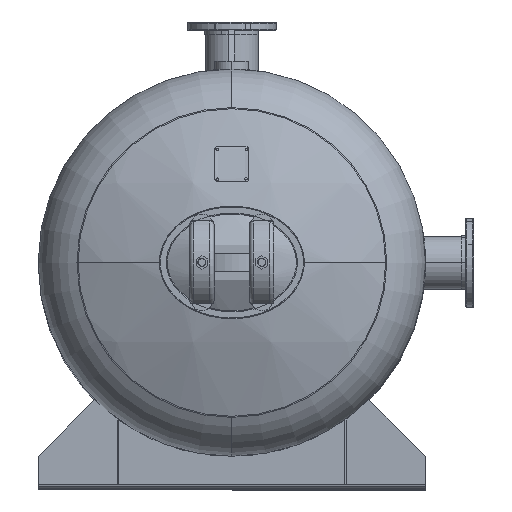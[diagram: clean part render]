
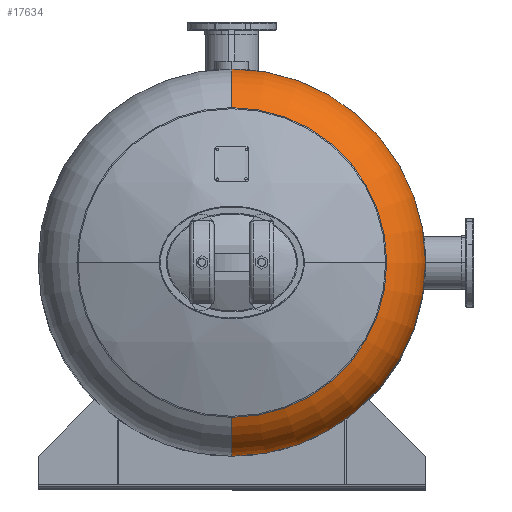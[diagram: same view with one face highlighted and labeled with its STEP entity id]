
A CAD part, top view. The second image highlights one B-rep face of the part: STEP entity #17634.
In plain terms, the highlighted toroidal (fillet/blend) face has major radius 398.678 mm and minor radius 210.922 mm.
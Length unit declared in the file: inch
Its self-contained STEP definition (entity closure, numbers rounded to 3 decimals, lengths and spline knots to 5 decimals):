
#96 = EDGE_CURVE ( 'NONE', #914, #1979, #4219, .T. ) ;
#98 = EDGE_CURVE ( 'NONE', #1978, #914, #4214, .T. ) ;
#99 = EDGE_CURVE ( 'NONE', #1979, #925, #4258, .T. ) ;
#100 = EDGE_CURVE ( 'NONE', #929, #925, #4260, .T. ) ;
#101 = EDGE_CURVE ( 'NONE', #1978, #929, #4256, .T. ) ;
#914 = VERTEX_POINT ( 'NONE', #6815 ) ;
#925 = VERTEX_POINT ( 'NONE', #6823 ) ;
#929 = VERTEX_POINT ( 'NONE', #6827 ) ;
#1978 = VERTEX_POINT ( 'NONE', #7530 ) ;
#1979 = VERTEX_POINT ( 'NONE', #7532 ) ;
#2849 = EDGE_LOOP ( 'NONE', ( #3051, #3052, #3053, #3054, #3055 ) ) ;
#3051 = ORIENTED_EDGE ( 'NONE', *, *, #98, .T. ) ;
#3052 = ORIENTED_EDGE ( 'NONE', *, *, #96, .T. ) ;
#3053 = ORIENTED_EDGE ( 'NONE', *, *, #99, .T. ) ;
#3054 = ORIENTED_EDGE ( 'NONE', *, *, #100, .F. ) ;
#3055 = ORIENTED_EDGE ( 'NONE', *, *, #101, .F. ) ;
#4214 = CIRCLE ( 'NONE', #4259, 19.2 ) ;
#4215 = AXIS2_PLACEMENT_3D ( 'NONE', #5220, #5221, #5222 ) ;
#4219 = CIRCLE ( 'NONE', #4215, 19.2 ) ;
#4256 = CIRCLE ( 'NONE', #4265, 8.304 ) ;
#4258 = CIRCLE ( 'NONE', #4261, 8.304 ) ;
#4259 = AXIS2_PLACEMENT_3D ( 'NONE', #5227, #5228, #5229 ) ;
#4260 = CIRCLE ( 'NONE', #4263, 24. ) ;
#4261 = AXIS2_PLACEMENT_3D ( 'NONE', #5231, #5232, #5233 ) ;
#4263 = AXIS2_PLACEMENT_3D ( 'NONE', #5234, #5235, #5236 ) ;
#4265 = AXIS2_PLACEMENT_3D ( 'NONE', #5239, #5240, #5241 ) ;
#5220 = CARTESIAN_POINT ( 'NONE',  ( 0., 0., 67.49884 ) ) ;
#5221 = DIRECTION ( 'NONE',  ( 0., 0., -1. ) ) ;
#5222 = DIRECTION ( 'NONE',  ( 0., 1., 0. ) ) ;
#5227 = CARTESIAN_POINT ( 'NONE',  ( 0., 0., 67.49884 ) ) ;
#5228 = DIRECTION ( 'NONE',  ( 0., 0., -1. ) ) ;
#5229 = DIRECTION ( 'NONE',  ( 0., 1., 0. ) ) ;
#5231 = CARTESIAN_POINT ( 'NONE',  ( 0., -15.696, 59.97033 ) ) ;
#5232 = DIRECTION ( 'NONE',  ( 1., 0., 0. ) ) ;
#5233 = DIRECTION ( 'NONE',  ( 0., 1., 0. ) ) ;
#5234 = CARTESIAN_POINT ( 'NONE',  ( 0., 0., 59.97033 ) ) ;
#5235 = DIRECTION ( 'NONE',  ( 0., 0., -1. ) ) ;
#5236 = DIRECTION ( 'NONE',  ( 0., 1., 0. ) ) ;
#5239 = CARTESIAN_POINT ( 'NONE',  ( 0., 15.696, 59.97033 ) ) ;
#5240 = DIRECTION ( 'NONE',  ( -1., 0., 0. ) ) ;
#5241 = DIRECTION ( 'NONE',  ( 0., 0., 1. ) ) ;
#6815 = CARTESIAN_POINT ( 'NONE',  ( 19.2, 0., 67.49884 ) ) ;
#6823 = CARTESIAN_POINT ( 'NONE',  ( 0., -24., 59.97033 ) ) ;
#6827 = CARTESIAN_POINT ( 'NONE',  ( 0., 24., 59.97033 ) ) ;
#7530 = CARTESIAN_POINT ( 'NONE',  ( 0., 19.2, 67.49884 ) ) ;
#7532 = CARTESIAN_POINT ( 'NONE',  ( 0., -19.2, 67.49884 ) ) ;
#14420 = TOROIDAL_SURFACE ( 'NONE', #14433, 15.696, 8.304 ) ;
#14433 = AXIS2_PLACEMENT_3D ( 'NONE', #16878, #16874, #16881 ) ;
#16874 = DIRECTION ( 'NONE',  ( 0., 0., -1. ) ) ;
#16875 = FACE_OUTER_BOUND ( 'NONE', #2849, .T. ) ;
#16878 = CARTESIAN_POINT ( 'NONE',  ( 0., 0., 59.97033 ) ) ;
#16881 = DIRECTION ( 'NONE',  ( 0., 1., 0. ) ) ;
#17634 = ADVANCED_FACE ( 'NONE', ( #16875 ), #14420, .T. ) ;
